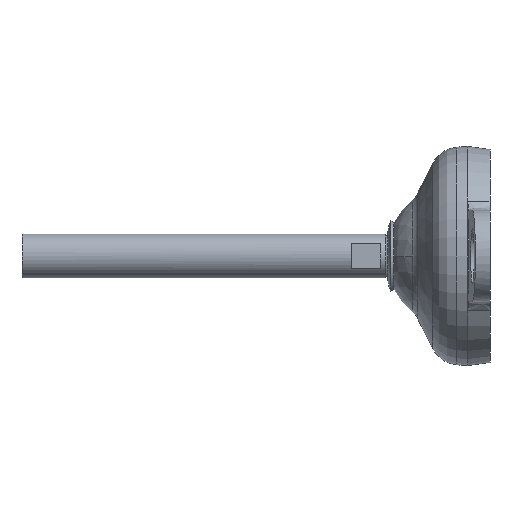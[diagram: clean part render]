
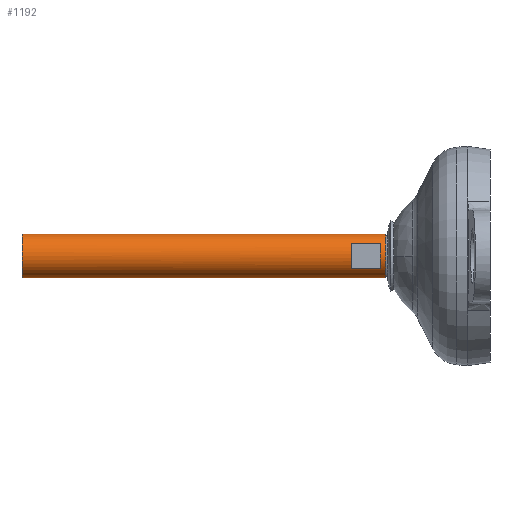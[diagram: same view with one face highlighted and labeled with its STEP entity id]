
A CAD part, left-side view. The second image highlights one B-rep face of the part: STEP entity #1192.
In plain terms, the highlighted cylindrical face has radius 6 mm (diameter 12 mm), a partial arc.
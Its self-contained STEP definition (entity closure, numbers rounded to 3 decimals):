
#5 = EDGE_LOOP ( 'NONE', ( #784, #1318, #34, #10 ) ) ;
#10 = ORIENTED_EDGE ( 'NONE', *, *, #548, .T. ) ;
#34 = ORIENTED_EDGE ( 'NONE', *, *, #283, .T. ) ;
#80 = DIRECTION ( 'NONE',  ( 0., -1., 0. ) ) ;
#125 = VECTOR ( 'NONE', #549, 1000. ) ;
#151 = AXIS2_PLACEMENT_3D ( 'NONE', #1111, #993, #482 ) ;
#161 = EDGE_CURVE ( 'NONE', #449, #977, #1360, .T. ) ;
#166 = DIRECTION ( 'NONE',  ( 0., 1., 0. ) ) ;
#201 = DIRECTION ( 'NONE',  ( 0., 0., 1. ) ) ;
#253 = DIRECTION ( 'NONE',  ( 0., -1., 0. ) ) ;
#255 = VERTEX_POINT ( 'NONE', #1453 ) ;
#264 = DIRECTION ( 'NONE',  ( 0., -1., 0. ) ) ;
#283 = EDGE_CURVE ( 'NONE', #1114, #255, #1445, .T. ) ;
#312 = CARTESIAN_POINT ( 'NONE',  ( -5., 30., -3.317 ) ) ;
#376 = DIRECTION ( 'NONE',  ( 0., 1., 0. ) ) ;
#408 = DIRECTION ( 'NONE',  ( 0., 0., -1. ) ) ;
#449 = VERTEX_POINT ( 'NONE', #312 ) ;
#482 = DIRECTION ( 'NONE',  ( 0., 0., -1. ) ) ;
#510 = CARTESIAN_POINT ( 'NONE',  ( 0., 38., 0. ) ) ;
#531 = EDGE_CURVE ( 'NONE', #778, #1145, #578, .T. ) ;
#543 = AXIS2_PLACEMENT_3D ( 'NONE', #1606, #924, #1446 ) ;
#548 = EDGE_CURVE ( 'NONE', #255, #449, #790, .T. ) ;
#549 = DIRECTION ( 'NONE',  ( 0., -1., 0. ) ) ;
#578 = LINE ( 'NONE', #723, #1396 ) ;
#630 = CIRCLE ( 'NONE', #850, 6. ) ;
#662 = CARTESIAN_POINT ( 'NONE',  ( -5., 38., 3.317 ) ) ;
#698 = CARTESIAN_POINT ( 'NONE',  ( 0., 128., 6. ) ) ;
#699 = VERTEX_POINT ( 'NONE', #813 ) ;
#723 = CARTESIAN_POINT ( 'NONE',  ( 0., 0., 6. ) ) ;
#767 = CARTESIAN_POINT ( 'NONE',  ( -5., 38., -3.317 ) ) ;
#778 = VERTEX_POINT ( 'NONE', #698 ) ;
#784 = ORIENTED_EDGE ( 'NONE', *, *, #161, .T. ) ;
#790 = CIRCLE ( 'NONE', #151, 6. ) ;
#794 = CIRCLE ( 'NONE', #543, 6. ) ;
#802 = ORIENTED_EDGE ( 'NONE', *, *, #1133, .F. ) ;
#813 = CARTESIAN_POINT ( 'NONE',  ( 0., 28.5, -6. ) ) ;
#850 = AXIS2_PLACEMENT_3D ( 'NONE', #510, #376, #201 ) ;
#867 = CARTESIAN_POINT ( 'NONE',  ( -5., 0., -3.317 ) ) ;
#916 = CARTESIAN_POINT ( 'NONE',  ( 0., 0., -6. ) ) ;
#924 = DIRECTION ( 'NONE',  ( 0., -1., 0. ) ) ;
#936 = ORIENTED_EDGE ( 'NONE', *, *, #1576, .T. ) ;
#958 = CARTESIAN_POINT ( 'NONE',  ( 0., 0., 0. ) ) ;
#967 = EDGE_LOOP ( 'NONE', ( #999, #1342, #936, #802 ) ) ;
#977 = VERTEX_POINT ( 'NONE', #767 ) ;
#993 = DIRECTION ( 'NONE',  ( 0., -1., 0. ) ) ;
#999 = ORIENTED_EDGE ( 'NONE', *, *, #531, .F. ) ;
#1080 = CARTESIAN_POINT ( 'NONE',  ( 0., 28.5, 0. ) ) ;
#1111 = CARTESIAN_POINT ( 'NONE',  ( 0., 30., 0. ) ) ;
#1114 = VERTEX_POINT ( 'NONE', #662 ) ;
#1133 = EDGE_CURVE ( 'NONE', #1145, #699, #1292, .T. ) ;
#1145 = VERTEX_POINT ( 'NONE', #1200 ) ;
#1182 = FACE_BOUND ( 'NONE', #5, .T. ) ;
#1192 = ADVANCED_FACE ( 'NONE', ( #1595, #1182 ), #1332, .T. ) ;
#1200 = CARTESIAN_POINT ( 'NONE',  ( 0., 28.5, 6. ) ) ;
#1212 = AXIS2_PLACEMENT_3D ( 'NONE', #958, #264, #1489 ) ;
#1215 = DIRECTION ( 'NONE',  ( 0., -1., 0. ) ) ;
#1220 = VERTEX_POINT ( 'NONE', #1379 ) ;
#1230 = VECTOR ( 'NONE', #166, 1000. ) ;
#1292 = CIRCLE ( 'NONE', #1456, 6. ) ;
#1310 = LINE ( 'NONE', #916, #125 ) ;
#1317 = CARTESIAN_POINT ( 'NONE',  ( -5., 0., 3.317 ) ) ;
#1318 = ORIENTED_EDGE ( 'NONE', *, *, #1434, .T. ) ;
#1332 = CYLINDRICAL_SURFACE ( 'NONE', #1212, 6. ) ;
#1342 = ORIENTED_EDGE ( 'NONE', *, *, #1580, .T. ) ;
#1360 = LINE ( 'NONE', #867, #1230 ) ;
#1379 = CARTESIAN_POINT ( 'NONE',  ( 0., 128., -6. ) ) ;
#1396 = VECTOR ( 'NONE', #80, 1000. ) ;
#1434 = EDGE_CURVE ( 'NONE', #977, #1114, #630, .T. ) ;
#1445 = LINE ( 'NONE', #1317, #1649 ) ;
#1446 = DIRECTION ( 'NONE',  ( 0., 0., -1. ) ) ;
#1453 = CARTESIAN_POINT ( 'NONE',  ( -5., 30., 3.317 ) ) ;
#1456 = AXIS2_PLACEMENT_3D ( 'NONE', #1080, #1215, #408 ) ;
#1489 = DIRECTION ( 'NONE',  ( 0., 0., -1. ) ) ;
#1576 = EDGE_CURVE ( 'NONE', #1220, #699, #1310, .T. ) ;
#1580 = EDGE_CURVE ( 'NONE', #778, #1220, #794, .T. ) ;
#1595 = FACE_OUTER_BOUND ( 'NONE', #967, .T. ) ;
#1606 = CARTESIAN_POINT ( 'NONE',  ( 0., 128., 0. ) ) ;
#1649 = VECTOR ( 'NONE', #253, 1000. ) ;
